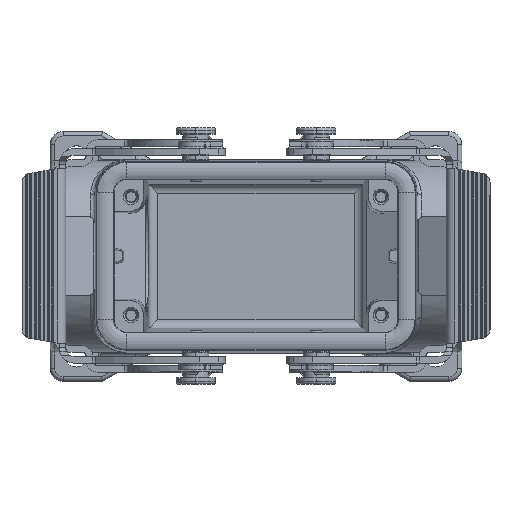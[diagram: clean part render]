
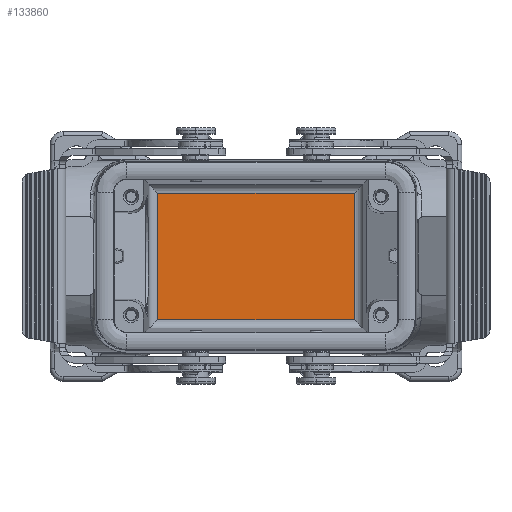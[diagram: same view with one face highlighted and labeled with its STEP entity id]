
A CAD part, top view. The second image highlights one B-rep face of the part: STEP entity #133860.
In plain terms, the highlighted face is planar.
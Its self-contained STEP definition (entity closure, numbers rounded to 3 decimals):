
#30710=CARTESIAN_POINT('',(63.637,47.697,67.));
#30720=VERTEX_POINT('',#30710);
#30900=CARTESIAN_POINT('',(18.745,47.697,67.));
#30910=VERTEX_POINT('',#30900);
#30940=CARTESIAN_POINT('',(82.382,47.697,67.));
#30950=DIRECTION('',(1.,0.,0.));
#30960=VECTOR('',#30950,1.);
#30970=LINE('',#30940,#30960);
#30980=EDGE_CURVE('',#30910,#30720,#30970,.T.);
#36230=CARTESIAN_POINT('',(82.382,18.805,67.));
#36240=DIRECTION('',(-1.,0.,0.));
#36250=VECTOR('',#36240,1.);
#36260=LINE('',#36230,#36250);
#36270=CARTESIAN_POINT('',(63.637,18.805,67.));
#36280=VERTEX_POINT('',#36270);
#36290=CARTESIAN_POINT('',(18.745,18.805,67.));
#36300=VERTEX_POINT('',#36290);
#36310=EDGE_CURVE('',#36280,#36300,#36260,.T.);
#54680=CARTESIAN_POINT('',(18.745,0.,67.));
#54690=DIRECTION('',(0.,-1.,0.));
#54700=VECTOR('',#54690,1.);
#54710=LINE('',#54680,#54700);
#54720=EDGE_CURVE('',#30910,#36300,#54710,.T.);
#133700=CARTESIAN_POINT('',(0.,0.,
67.));
#133710=DIRECTION('',(0.,0.,1.));
#133720=DIRECTION('',(1.,0.,0.));
#133730=AXIS2_PLACEMENT_3D('',#133700,#133710,#133720);
#133740=PLANE('',#133730);
#133750=ORIENTED_EDGE('',*,*,#54720,.F.);
#133760=ORIENTED_EDGE('',*,*,#36310,.T.);
#133770=CARTESIAN_POINT('',(63.637,0.,67.))
;
#133780=DIRECTION('',(0.,-1.,0.));
#133790=VECTOR('',#133780,1.);
#133800=LINE('',#133770,#133790);
#133810=EDGE_CURVE('',#30720,#36280,#133800,.T.);
#133820=ORIENTED_EDGE('',*,*,#133810,.T.);
#133830=ORIENTED_EDGE('',*,*,#30980,.T.);
#133840=EDGE_LOOP('',(#133830,#133820,#133760,#133750));
#133850=FACE_OUTER_BOUND('',#133840,.T.);
#133860=ADVANCED_FACE('',(#133850),#133740,.F.);
